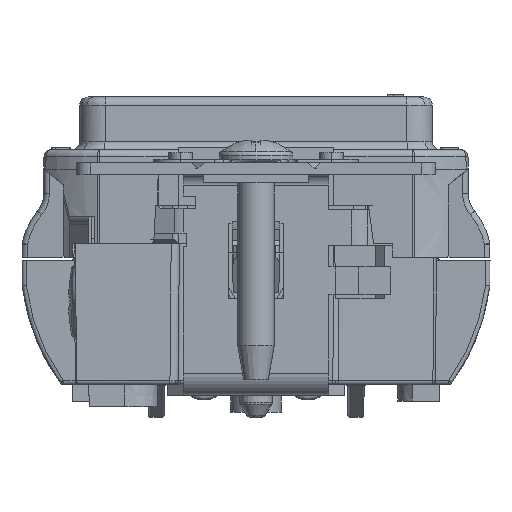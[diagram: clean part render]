
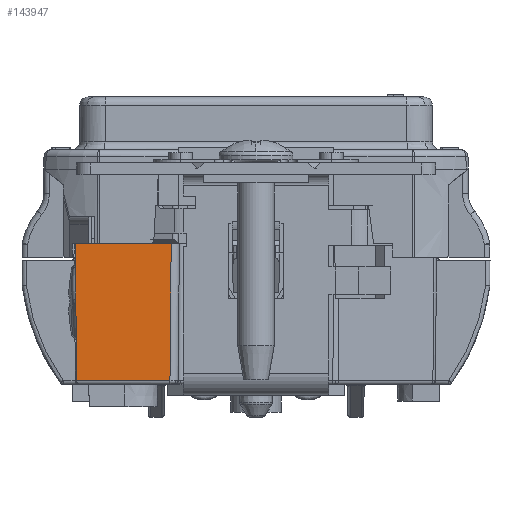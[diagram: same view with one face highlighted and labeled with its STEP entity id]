
A CAD part, front view. The second image highlights one B-rep face of the part: STEP entity #143947.
In plain terms, the highlighted planar face has unit normal (0, -1, -0.009).
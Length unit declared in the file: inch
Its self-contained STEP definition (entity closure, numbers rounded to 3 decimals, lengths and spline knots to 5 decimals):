
#23436 = VERTEX_POINT ( 'NONE', #96027 ) ;
#23470 = DIRECTION ( 'NONE',  ( 0., -1., -0.009 ) ) ;
#23854 = DIRECTION ( 'NONE',  ( 1., 0., 0. ) ) ;
#37787 = VECTOR ( 'NONE', #48956, 39.37008 ) ;
#37930 = PLANE ( 'NONE',  #76192 ) ;
#38563 = VERTEX_POINT ( 'NONE', #46147 ) ;
#38858 = ORIENTED_EDGE ( 'NONE', *, *, #38968, .T. ) ;
#38968 = EDGE_CURVE ( 'NONE', #23436, #38563, #74062, .T. ) ;
#46147 = CARTESIAN_POINT ( 'NONE',  ( -0.31, -1.394, 0.515 ) ) ;
#48956 = DIRECTION ( 'NONE',  ( -0.009, -0.009, 1. ) ) ;
#54355 = ORIENTED_EDGE ( 'NONE', *, *, #106647, .F. ) ;
#67580 = DIRECTION ( 'NONE',  ( 1., 0., 0. ) ) ;
#74062 = LINE ( 'NONE', #190583, #142671 ) ;
#76192 = AXIS2_PLACEMENT_3D ( 'NONE', #80379, #23470, #82272 ) ;
#80379 = CARTESIAN_POINT ( 'NONE',  ( -0.66, -1.394, 0.515 ) ) ;
#81671 = EDGE_CURVE ( 'NONE', #147116, #116155, #130209, .T. ) ;
#82272 = DIRECTION ( 'NONE',  ( 0., 0.009, -1. ) ) ;
#84877 = LINE ( 'NONE', #187859, #189191 ) ;
#96027 = CARTESIAN_POINT ( 'NONE',  ( -0.31436, -1.38964, 0.01487 ) ) ;
#104930 = CARTESIAN_POINT ( 'NONE',  ( -0.66, -1.394, 0.515 ) ) ;
#106647 = EDGE_CURVE ( 'NONE', #116155, #38563, #112507, .T. ) ;
#112507 = LINE ( 'NONE', #126945, #157932 ) ;
#115390 = EDGE_LOOP ( 'NONE', ( #186866, #152010, #38858, #54355 ) ) ;
#115513 = DIRECTION ( 'NONE',  ( 0.009, -0.009, 1. ) ) ;
#116096 = CARTESIAN_POINT ( 'NONE',  ( -0.65564, -1.38964, 0.01487 ) ) ;
#116155 = VERTEX_POINT ( 'NONE', #164863 ) ;
#126945 = CARTESIAN_POINT ( 'NONE',  ( -0.66, -1.394, 0.515 ) ) ;
#130209 = LINE ( 'NONE', #104930, #37787 ) ;
#140062 = FACE_OUTER_BOUND ( 'NONE', #115390, .T. ) ;
#142671 = VECTOR ( 'NONE', #115513, 39.37008 ) ;
#143947 = ADVANCED_FACE ( 'NONE', ( #140062 ), #37930, .T. ) ;
#147116 = VERTEX_POINT ( 'NONE', #116096 ) ;
#152010 = ORIENTED_EDGE ( 'NONE', *, *, #176563, .T. ) ;
#157932 = VECTOR ( 'NONE', #23854, 39.37008 ) ;
#164863 = CARTESIAN_POINT ( 'NONE',  ( -0.66, -1.394, 0.515 ) ) ;
#176563 = EDGE_CURVE ( 'NONE', #147116, #23436, #84877, .T. ) ;
#186866 = ORIENTED_EDGE ( 'NONE', *, *, #81671, .F. ) ;
#187859 = CARTESIAN_POINT ( 'NONE',  ( -0.31449, -1.38964, 0.01487 ) ) ;
#189191 = VECTOR ( 'NONE', #67580, 39.37008 ) ;
#190583 = CARTESIAN_POINT ( 'NONE',  ( -0.31003, -1.39397, 0.51195 ) ) ;
